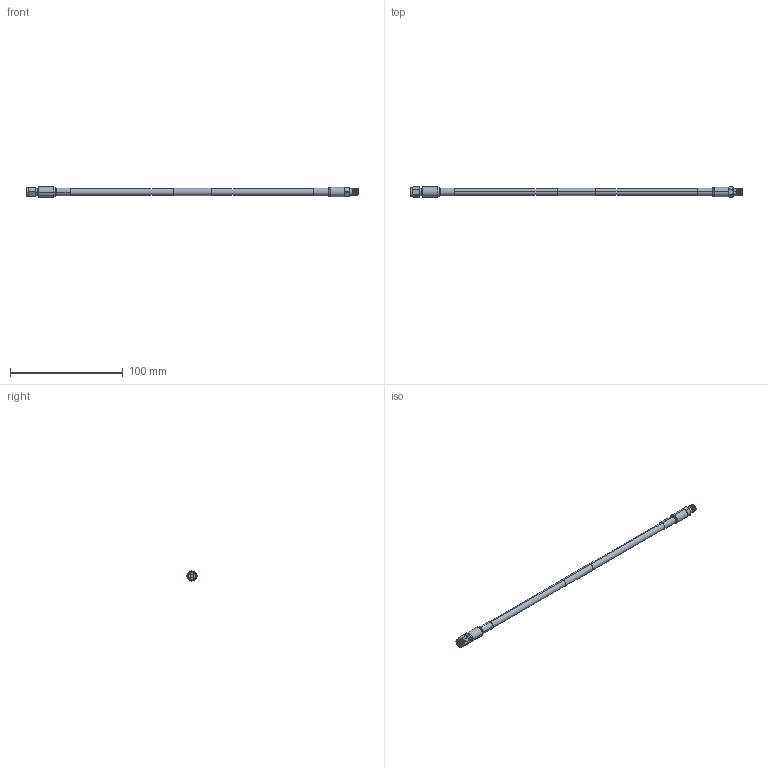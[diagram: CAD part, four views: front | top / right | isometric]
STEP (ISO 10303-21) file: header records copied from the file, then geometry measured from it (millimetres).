
FILE_DESCRIPTION (( 'STEP AP214' ), '1' );
FILE_NAME ('FMCA100237_3D.step', '2025-02-11T17:12:21', ( '' ), ( '' ), 'SwSTEP 2.0', 'SolidWorks 2022', '' );
FILE_SCHEMA (( 'AUTOMOTIVE_DESIGN' ));
Length unit declared in the file: inch
Products named in the file (4): PE44665^FMCA100237_WITH HS; LMR-240-UF^FMCA100237_WITH LABEL; PE44664^FMCA100237_WITH HS; FMCA100237_3D
Assembly tree (3 placements, depth 2):
  FMCA100237_3D
    LMR-240-UF^FMCA100237_WITH LABEL
    PE44664^FMCA100237_WITH HS
    PE44665^FMCA100237_WITH HS
Bounding box: 294.3 x 9.15 x 8.87 mm (x, y, z)
Volume: 9262.5 mm3; surface area: 9665.9 mm2
Topology: 4 solids, 4 shells, 219 faces, 463 edges, 272 vertices
Faces by surface type: cone 82, cylinder 76, plane 40, torus 18, bspline 3
Entity records: 8496 total; most frequent: CARTESIAN_POINT 2350, DIRECTION 1055, ORIENTED_EDGE 926, EDGE_CURVE 463, AXIS2_PLACEMENT_3D 456, VERTEX_POINT 272, EDGE_LOOP 243, CIRCLE 234
